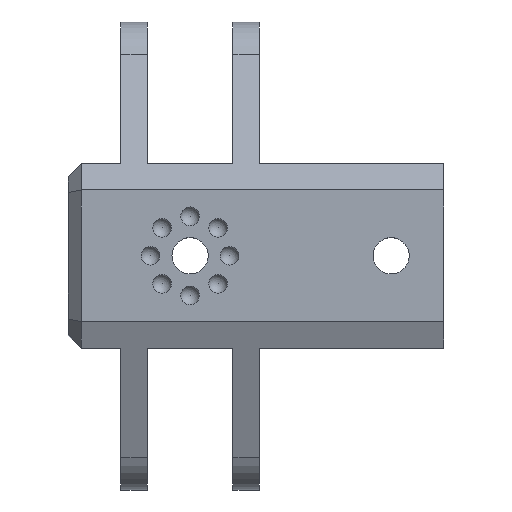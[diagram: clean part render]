
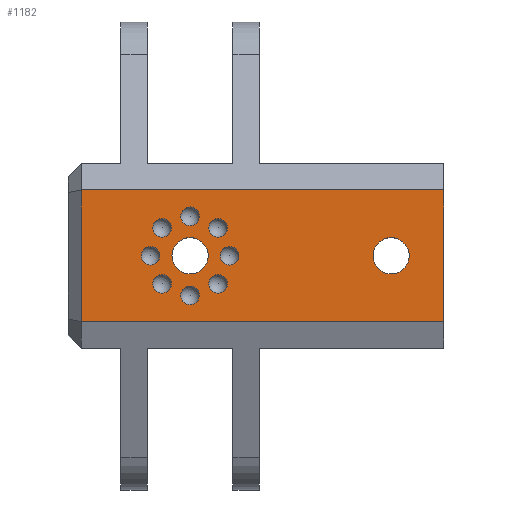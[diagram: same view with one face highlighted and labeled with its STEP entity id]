
A CAD part, top view. The second image highlights one B-rep face of the part: STEP entity #1182.
In plain terms, the highlighted planar face has unit normal (0, 0, 1).
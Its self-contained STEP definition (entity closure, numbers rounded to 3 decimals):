
#38=FACE_BOUND('',#196,.T.);
#39=FACE_BOUND('',#197,.T.);
#40=FACE_BOUND('',#198,.T.);
#41=FACE_BOUND('',#199,.T.);
#42=FACE_BOUND('',#200,.T.);
#43=FACE_BOUND('',#201,.T.);
#44=FACE_BOUND('',#202,.T.);
#45=FACE_BOUND('',#203,.T.);
#46=FACE_BOUND('',#204,.T.);
#47=FACE_BOUND('',#205,.T.);
#62=CIRCLE('',#1248,1.414);
#63=CIRCLE('',#1249,1.414);
#65=CIRCLE('',#1252,2.75);
#72=CIRCLE('',#1262,2.75);
#73=CIRCLE('',#1270,1.414);
#74=CIRCLE('',#1271,1.414);
#75=CIRCLE('',#1272,1.414);
#76=CIRCLE('',#1273,1.414);
#77=CIRCLE('',#1274,1.414);
#78=CIRCLE('',#1275,1.414);
#79=CIRCLE('',#1276,1.414);
#80=CIRCLE('',#1277,1.414);
#81=CIRCLE('',#1278,1.414);
#82=CIRCLE('',#1279,1.414);
#83=CIRCLE('',#1280,1.414);
#84=CIRCLE('',#1281,1.414);
#85=CIRCLE('',#1282,1.414);
#86=CIRCLE('',#1283,1.414);
#132=FACE_OUTER_BOUND('',#195,.T.);
#195=EDGE_LOOP('',(#894,#895,#896,#897));
#196=EDGE_LOOP('',(#898,#899));
#197=EDGE_LOOP('',(#900,#901));
#198=EDGE_LOOP('',(#902,#903));
#199=EDGE_LOOP('',(#904,#905));
#200=EDGE_LOOP('',(#906,#907));
#201=EDGE_LOOP('',(#908,#909));
#202=EDGE_LOOP('',(#910,#911));
#203=EDGE_LOOP('',(#912,#913));
#204=EDGE_LOOP('',(#914));
#205=EDGE_LOOP('',(#915));
#265=LINE('',#1711,#384);
#287=LINE('',#1757,#406);
#312=LINE('',#1830,#431);
#313=LINE('',#1831,#432);
#384=VECTOR('',#1364,10.);
#406=VECTOR('',#1396,10.);
#431=VECTOR('',#1475,10.);
#432=VECTOR('',#1476,10.);
#502=VERTEX_POINT('',#1708);
#503=VERTEX_POINT('',#1710);
#519=VERTEX_POINT('',#1747);
#522=VERTEX_POINT('',#1755);
#529=VERTEX_POINT('',#1779);
#530=VERTEX_POINT('',#1780);
#532=VERTEX_POINT('',#1786);
#539=VERTEX_POINT('',#1806);
#544=VERTEX_POINT('',#1832);
#545=VERTEX_POINT('',#1833);
#546=VERTEX_POINT('',#1836);
#547=VERTEX_POINT('',#1837);
#548=VERTEX_POINT('',#1840);
#549=VERTEX_POINT('',#1841);
#550=VERTEX_POINT('',#1844);
#551=VERTEX_POINT('',#1845);
#552=VERTEX_POINT('',#1848);
#553=VERTEX_POINT('',#1849);
#554=VERTEX_POINT('',#1852);
#555=VERTEX_POINT('',#1853);
#556=VERTEX_POINT('',#1856);
#557=VERTEX_POINT('',#1857);
#624=EDGE_CURVE('',#502,#503,#265,.T.);
#647=EDGE_CURVE('',#522,#519,#287,.T.);
#658=EDGE_CURVE('',#529,#530,#62,.T.);
#659=EDGE_CURVE('',#530,#529,#63,.T.);
#661=EDGE_CURVE('',#532,#532,#65,.T.);
#672=EDGE_CURVE('',#539,#539,#72,.T.);
#683=EDGE_CURVE('',#522,#503,#312,.T.);
#684=EDGE_CURVE('',#519,#502,#313,.T.);
#685=EDGE_CURVE('',#544,#545,#73,.T.);
#686=EDGE_CURVE('',#545,#544,#74,.T.);
#687=EDGE_CURVE('',#546,#547,#75,.T.);
#688=EDGE_CURVE('',#547,#546,#76,.T.);
#689=EDGE_CURVE('',#548,#549,#77,.T.);
#690=EDGE_CURVE('',#549,#548,#78,.T.);
#691=EDGE_CURVE('',#550,#551,#79,.T.);
#692=EDGE_CURVE('',#551,#550,#80,.T.);
#693=EDGE_CURVE('',#552,#553,#81,.T.);
#694=EDGE_CURVE('',#553,#552,#82,.T.);
#695=EDGE_CURVE('',#554,#555,#83,.T.);
#696=EDGE_CURVE('',#555,#554,#84,.T.);
#697=EDGE_CURVE('',#556,#557,#85,.T.);
#698=EDGE_CURVE('',#557,#556,#86,.T.);
#894=ORIENTED_EDGE('',*,*,#647,.F.);
#895=ORIENTED_EDGE('',*,*,#683,.T.);
#896=ORIENTED_EDGE('',*,*,#624,.F.);
#897=ORIENTED_EDGE('',*,*,#684,.F.);
#898=ORIENTED_EDGE('',*,*,#685,.T.);
#899=ORIENTED_EDGE('',*,*,#686,.T.);
#900=ORIENTED_EDGE('',*,*,#687,.T.);
#901=ORIENTED_EDGE('',*,*,#688,.T.);
#902=ORIENTED_EDGE('',*,*,#689,.T.);
#903=ORIENTED_EDGE('',*,*,#690,.T.);
#904=ORIENTED_EDGE('',*,*,#691,.T.);
#905=ORIENTED_EDGE('',*,*,#692,.T.);
#906=ORIENTED_EDGE('',*,*,#693,.T.);
#907=ORIENTED_EDGE('',*,*,#694,.T.);
#908=ORIENTED_EDGE('',*,*,#695,.T.);
#909=ORIENTED_EDGE('',*,*,#696,.T.);
#910=ORIENTED_EDGE('',*,*,#697,.T.);
#911=ORIENTED_EDGE('',*,*,#698,.T.);
#912=ORIENTED_EDGE('',*,*,#658,.T.);
#913=ORIENTED_EDGE('',*,*,#659,.T.);
#914=ORIENTED_EDGE('',*,*,#661,.T.);
#915=ORIENTED_EDGE('',*,*,#672,.T.);
#1137=PLANE('',#1269);
#1182=ADVANCED_FACE('',(#132,#38,#39,#40,#41,#42,#43,#44,#45,#46,#47),#1137,
 .T.);
#1248=AXIS2_PLACEMENT_3D('',#1781,#1417,#1418);
#1249=AXIS2_PLACEMENT_3D('',#1782,#1419,#1420);
#1252=AXIS2_PLACEMENT_3D('',#1787,#1425,#1426);
#1262=AXIS2_PLACEMENT_3D('',#1808,#1449,#1450);
#1269=AXIS2_PLACEMENT_3D('',#1829,#1473,#1474);
#1270=AXIS2_PLACEMENT_3D('',#1834,#1477,#1478);
#1271=AXIS2_PLACEMENT_3D('',#1835,#1479,#1480);
#1272=AXIS2_PLACEMENT_3D('',#1838,#1481,#1482);
#1273=AXIS2_PLACEMENT_3D('',#1839,#1483,#1484);
#1274=AXIS2_PLACEMENT_3D('',#1842,#1485,#1486);
#1275=AXIS2_PLACEMENT_3D('',#1843,#1487,#1488);
#1276=AXIS2_PLACEMENT_3D('',#1846,#1489,#1490);
#1277=AXIS2_PLACEMENT_3D('',#1847,#1491,#1492);
#1278=AXIS2_PLACEMENT_3D('',#1850,#1493,#1494);
#1279=AXIS2_PLACEMENT_3D('',#1851,#1495,#1496);
#1280=AXIS2_PLACEMENT_3D('',#1854,#1497,#1498);
#1281=AXIS2_PLACEMENT_3D('',#1855,#1499,#1500);
#1282=AXIS2_PLACEMENT_3D('',#1858,#1501,#1502);
#1283=AXIS2_PLACEMENT_3D('',#1859,#1503,#1504);
#1364=DIRECTION('',(0.,-1.,0.));
#1396=DIRECTION('',(0.,1.,0.));
#1417=DIRECTION('center_axis',(0.,0.,-1.));
#1418=DIRECTION('ref_axis',(0.,1.,0.));
#1419=DIRECTION('center_axis',(0.,0.,-1.));
#1420=DIRECTION('ref_axis',(0.,1.,0.));
#1425=DIRECTION('center_axis',(0.,0.,-1.));
#1426=DIRECTION('ref_axis',(-1.,0.,0.));
#1449=DIRECTION('center_axis',(0.,0.,-1.));
#1450=DIRECTION('ref_axis',(-1.,0.,0.));
#1473=DIRECTION('center_axis',(0.,0.,1.));
#1474=DIRECTION('ref_axis',(0.,-1.,0.));
#1475=DIRECTION('',(1.,0.,0.));
#1476=DIRECTION('',(1.,0.,0.));
#1477=DIRECTION('center_axis',(0.,0.,-1.));
#1478=DIRECTION('ref_axis',(-0.707,0.707,0.));
#1479=DIRECTION('center_axis',(0.,0.,-1.));
#1480=DIRECTION('ref_axis',(-0.707,0.707,0.));
#1481=DIRECTION('center_axis',(0.,0.,-1.));
#1482=DIRECTION('ref_axis',(-1.,0.,0.));
#1483=DIRECTION('center_axis',(0.,0.,-1.));
#1484=DIRECTION('ref_axis',(-1.,0.,0.));
#1485=DIRECTION('center_axis',(0.,0.,-1.));
#1486=DIRECTION('ref_axis',(-0.707,-0.707,0.));
#1487=DIRECTION('center_axis',(0.,0.,-1.));
#1488=DIRECTION('ref_axis',(-0.707,-0.707,0.));
#1489=DIRECTION('center_axis',(0.,0.,-1.));
#1490=DIRECTION('ref_axis',(0.,-1.,0.));
#1491=DIRECTION('center_axis',(0.,0.,-1.));
#1492=DIRECTION('ref_axis',(0.,-1.,0.));
#1493=DIRECTION('center_axis',(0.,0.,-1.));
#1494=DIRECTION('ref_axis',(0.707,-0.707,0.));
#1495=DIRECTION('center_axis',(0.,0.,-1.));
#1496=DIRECTION('ref_axis',(0.707,-0.707,0.));
#1497=DIRECTION('center_axis',(0.,0.,-1.));
#1498=DIRECTION('ref_axis',(1.,0.,0.));
#1499=DIRECTION('center_axis',(0.,0.,-1.));
#1500=DIRECTION('ref_axis',(1.,0.,0.));
#1501=DIRECTION('center_axis',(0.,0.,-1.));
#1502=DIRECTION('ref_axis',(0.707,0.707,0.));
#1503=DIRECTION('center_axis',(0.,0.,-1.));
#1504=DIRECTION('ref_axis',(0.707,0.707,0.));
#1708=CARTESIAN_POINT('',(38.5,10.,36.));
#1710=CARTESIAN_POINT('',(38.5,-10.,36.));
#1711=CARTESIAN_POINT('',(38.5,5.,36.));
#1747=CARTESIAN_POINT('',(-16.5,10.,36.));
#1755=CARTESIAN_POINT('',(-16.5,-10.,36.));
#1757=CARTESIAN_POINT('',(-16.5,5.,36.));
#1779=CARTESIAN_POINT('',(0.,4.586,36.));
#1780=CARTESIAN_POINT('',(-1.414,6.,36.));
#1781=CARTESIAN_POINT('Origin',(0.,6.,36.));
#1782=CARTESIAN_POINT('Origin',(0.,6.,36.));
#1786=CARTESIAN_POINT('',(2.75,0.,36.));
#1787=CARTESIAN_POINT('Origin',(0.,0.,36.));
#1806=CARTESIAN_POINT('',(33.25,0.,36.));
#1808=CARTESIAN_POINT('Origin',(30.5,0.,36.));
#1829=CARTESIAN_POINT('Origin',(0.,10.,36.));
#1830=CARTESIAN_POINT('',(0.,-10.,36.));
#1831=CARTESIAN_POINT('',(0.,10.,36.));
#1832=CARTESIAN_POINT('',(-3.243,3.243,36.));
#1833=CARTESIAN_POINT('',(-5.243,3.243,36.));
#1834=CARTESIAN_POINT('Origin',(-4.243,4.243,36.));
#1835=CARTESIAN_POINT('Origin',(-4.243,4.243,36.));
#1836=CARTESIAN_POINT('',(-4.586,0.,36.));
#1837=CARTESIAN_POINT('',(-6.,-1.414,36.));
#1838=CARTESIAN_POINT('Origin',(-6.,0.,36.));
#1839=CARTESIAN_POINT('Origin',(-6.,0.,36.));
#1840=CARTESIAN_POINT('',(-3.243,-3.243,36.));
#1841=CARTESIAN_POINT('',(-3.243,-5.243,36.));
#1842=CARTESIAN_POINT('Origin',(-4.243,-4.243,36.));
#1843=CARTESIAN_POINT('Origin',(-4.243,-4.243,36.));
#1844=CARTESIAN_POINT('',(0.,-4.586,36.));
#1845=CARTESIAN_POINT('',(1.414,-6.,36.));
#1846=CARTESIAN_POINT('Origin',(0.,-6.,36.));
#1847=CARTESIAN_POINT('Origin',(0.,-6.,36.));
#1848=CARTESIAN_POINT('',(3.243,-3.243,36.));
#1849=CARTESIAN_POINT('',(5.243,-3.243,36.));
#1850=CARTESIAN_POINT('Origin',(4.243,-4.243,36.));
#1851=CARTESIAN_POINT('Origin',(4.243,-4.243,36.));
#1852=CARTESIAN_POINT('',(4.586,0.,36.));
#1853=CARTESIAN_POINT('',(6.,1.414,36.));
#1854=CARTESIAN_POINT('Origin',(6.,0.,36.));
#1855=CARTESIAN_POINT('Origin',(6.,0.,36.));
#1856=CARTESIAN_POINT('',(3.243,3.243,36.));
#1857=CARTESIAN_POINT('',(3.243,5.243,36.));
#1858=CARTESIAN_POINT('Origin',(4.243,4.243,36.));
#1859=CARTESIAN_POINT('Origin',(4.243,4.243,36.));
